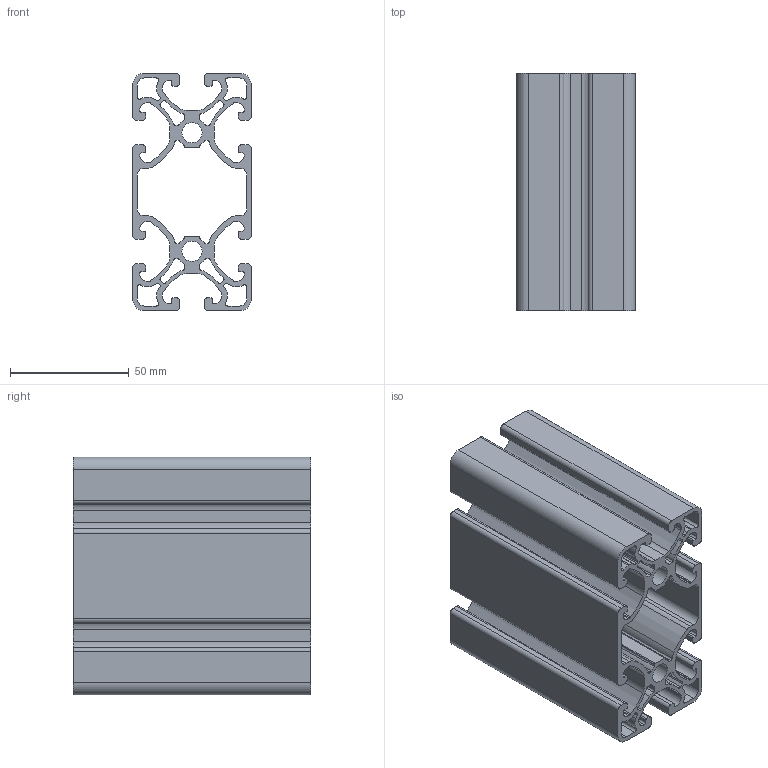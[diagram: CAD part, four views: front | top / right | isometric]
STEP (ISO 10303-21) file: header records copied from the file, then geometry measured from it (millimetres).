
FILE_DESCRIPTION( ( 'Unknown' ), '1' );
FILE_NAME( 'I10-50100E.stp', 'Unknown', ( 'Unknown' ), ( 'Unknown' ), 'XStep 1.0', 'Unknown', ' ' );
FILE_SCHEMA( ( 'automotive_design' ) );
Length unit declared in the file: millimetre
Products named in the file (1): 1
Bounding box: 50 x 100 x 100 mm (x, y, z)
Volume: 140633.7 mm3; surface area: 112108.9 mm2
Topology: 1 solids, 1 shells, 340 faces, 1014 edges, 676 vertices
Faces by surface type: cylinder 226, plane 114
Full cylindrical faces by diameter (mm): 8.5 x2
Entity records: 14400 total; most frequent: DIRECTION 2146, CARTESIAN_POINT 2029, ORIENTED_EDGE 2024, EDGE_CURVE 1012, AXIS2_PLACEMENT_3D 793, VERTEX_POINT 676, LINE 560, VECTOR 560
